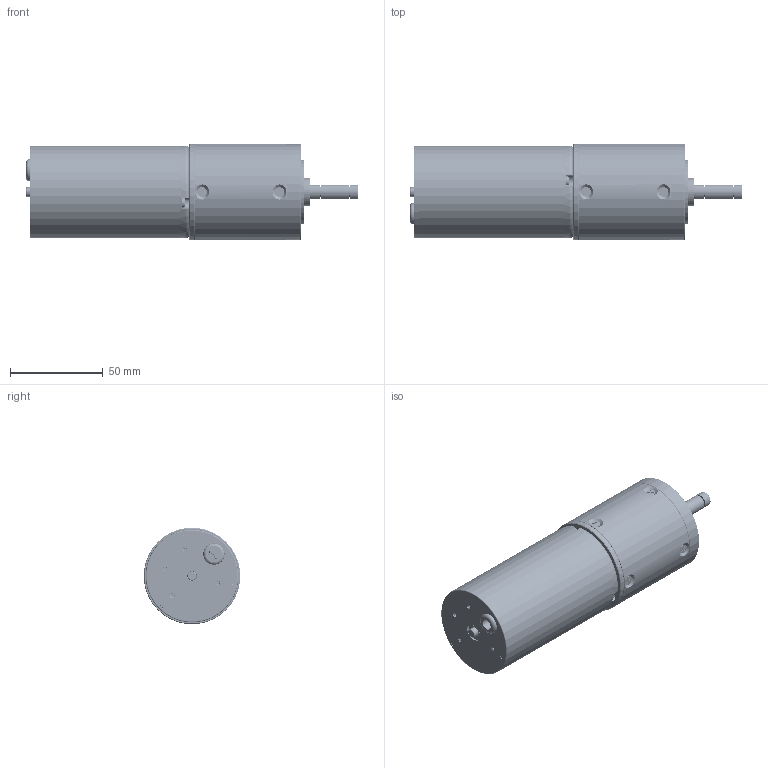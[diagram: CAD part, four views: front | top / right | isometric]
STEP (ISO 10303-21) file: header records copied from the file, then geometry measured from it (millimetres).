
FILE_DESCRIPTION((''),'2;1');
FILE_NAME('52RP-000-000_ASM','2024-07-16T',('86157'),(''),'PRO/ENGINEER BY PARAMETRIC TECHNOLOGY CORPORATION, 2010280','PRO/ENGINEER BY PARAMETRIC TECHNOLOGY CORPORATION, 2010280','');
FILE_SCHEMA(('CONFIG_CONTROL_DESIGN'));
Products named in the file (34): 52RP-003_AF0; 61902-ZZ_AF0; 61902-ZZ_AF1; 52RP-005-12_AF0; 52RP-000-1_AF0_ASM; 52RP-002-3B_AF0; 52RP-004-ZHOU_AF0; 52RP-005-11_AF0; 52RP-005-11; 52RP-005-11_AF1; 52RP-000-2-ZHOU_AF0_ASM; 52RP-000-3_AF0_ASM; 52RP-001_AF0; 5086______; 5_0____; 5-105__; 5_0-50________; 5086________-12993_ASM; 5074____-64002; 5074____-40001; PRODUCT_52828; PRT0001; 5074____-110689; M3-82____; 50______; 5067______; 5086________-37020; 5086________-20994_ASM; 5086________-1981_ASM; _DM-BL5086; DM-BL5086_ASM; 52RP-000-5_AF0_ASM; DM080P351001; 52RP-000-000_ASM
Assembly tree (54 placements, depth 6):
  52RP-000-000_ASM
    52RP-000-3_AF0_ASM
      52RP-000-1_AF0_ASM
        52RP-003_AF0
        61902-ZZ_AF0
        61902-ZZ_AF1
        52RP-005-12_AF0
      52RP-002-3B_AF0
      52RP-000-2-ZHOU_AF0_ASM
        52RP-004-ZHOU_AF0
        52RP-005-11_AF0
        52RP-005-11  x2
        52RP-005-11_AF1
    52RP-000-5_AF0_ASM
      52RP-001_AF0
      DM-BL5086_ASM
        5086________-1981_ASM
          5086________-12993_ASM
            5086______  x10
            5_0____  x2
            5-105__
            5_0-50________
          5074____-64002
          5074____-40001
          PRODUCT_52828
          PRT0001  x2
          5074____-110689
          M3-82____  x3
          5086________-20994_ASM
            50______
            5067______
            5086________-37020
        _DM-BL5086
    DM080P351001  x8
Bounding box: 179 x 52 x 52 mm (x, y, z)
Volume: 185596.9 mm3; surface area: 159527.9 mm2
Topology: 45 solids, 58 shells, 3824 faces, 10241 edges, 6539 vertices
Faces by surface type: cylinder 1861, plane 808, bspline 439, cone 362, torus 258, extrusion 96
Entity records: 182264 total; most frequent: CARTESIAN_POINT 99758, ORIENTED_EDGE 18276, DIRECTION 15687, EDGE_CURVE 9168, AXIS2_PLACEMENT_3D 6002, VERTEX_POINT 5883, VECTOR 3683, LINE 3587
